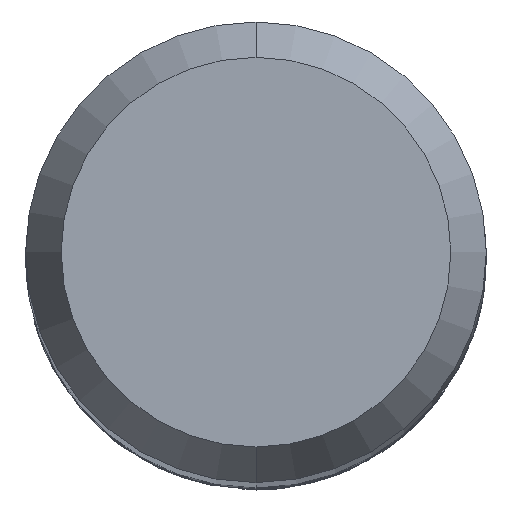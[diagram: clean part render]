
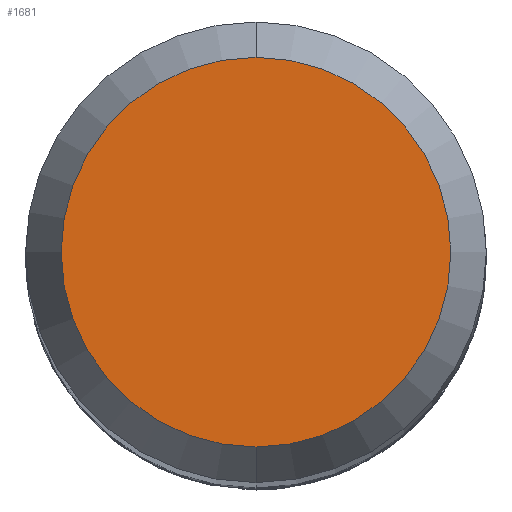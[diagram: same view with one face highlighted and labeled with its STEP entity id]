
A CAD part, top view. The second image highlights one B-rep face of the part: STEP entity #1681.
In plain terms, the highlighted planar face has unit normal (0, 0, 1).
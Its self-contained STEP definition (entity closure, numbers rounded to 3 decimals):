
#1539=EDGE_CURVE('',#1563,#1573,#3089,.T.);
#1563=VERTEX_POINT('',#3114);
#1573=VERTEX_POINT('',#3124);
#1681=ADVANCED_FACE('',(#3245),#3246,.T.);
#1923=EDGE_CURVE('',#1573,#1563,#3503,.T.);
#3089=CIRCLE('',#12130,2.538);
#3114=CARTESIAN_POINT('',(0.0,2.538,0.0));
#3124=CARTESIAN_POINT('',(0.,-2.538,0.0));
#3245=FACE_OUTER_BOUND('',#13430,.T.);
#3246=PLANE('',#13431);
#3503=CIRCLE('',#15222,2.538);
#12130=AXIS2_PLACEMENT_3D('',#19026,#19027,#19028);
#13430=EDGE_LOOP('',(#19174,#19175));
#13431=AXIS2_PLACEMENT_3D('',#19176,#19177,#19178);
#15222=AXIS2_PLACEMENT_3D('',#19377,#19378,#19379);
#19026=CARTESIAN_POINT('',(0.0,0.0,0.0));
#19027=DIRECTION('',(0.0,0.0,-1.0));
#19028=DIRECTION('',(0.0,1.0,0.0));
#19174=ORIENTED_EDGE('',*,*,#1539,.F.);
#19175=ORIENTED_EDGE('',*,*,#1923,.F.);
#19176=CARTESIAN_POINT('',(0.0,1.269,0.0));
#19177=DIRECTION('',(-0.0,0.0,1.0));
#19178=DIRECTION('',(0.0,-1.0,0.0));
#19377=CARTESIAN_POINT('',(0.0,0.0,0.0));
#19378=DIRECTION('',(0.0,0.0,-1.0));
#19379=DIRECTION('',(0.0,1.0,0.0));
